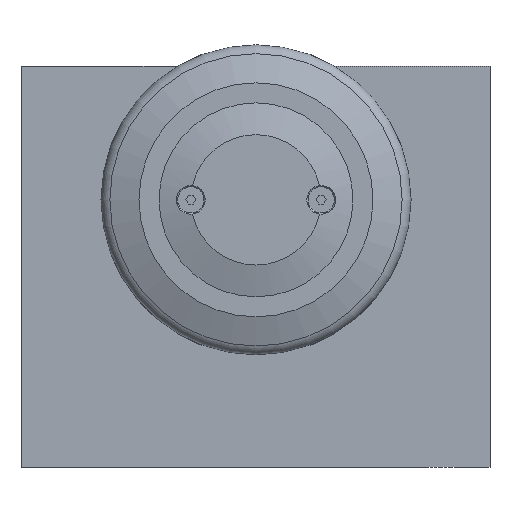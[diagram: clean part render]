
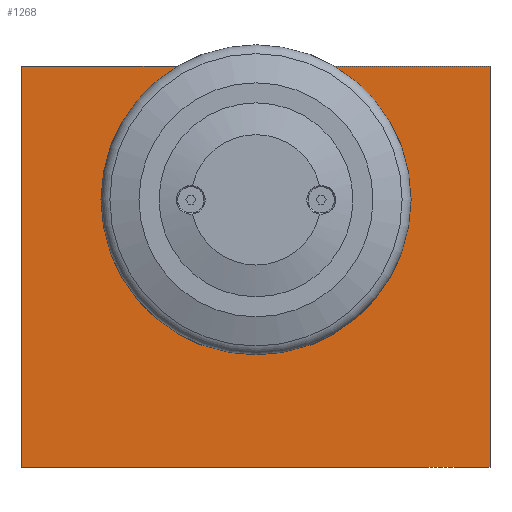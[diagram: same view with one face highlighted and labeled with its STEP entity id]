
A CAD part, front view. The second image highlights one B-rep face of the part: STEP entity #1268.
In plain terms, the highlighted planar face has unit normal (0, -1, 0).
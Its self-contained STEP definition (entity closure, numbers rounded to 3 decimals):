
#49=FACE_BOUND('',#246,.T.);
#107=CIRCLE('',#1384,29.);
#173=FACE_OUTER_BOUND('',#245,.T.);
#245=EDGE_LOOP('',(#1031,#1032,#1033,#1034));
#246=EDGE_LOOP('',(#1035));
#352=LINE('',#2136,#464);
#353=LINE('',#2138,#465);
#354=LINE('',#2140,#466);
#355=LINE('',#2141,#467);
#464=VECTOR('',#1691,10.);
#465=VECTOR('',#1692,10.);
#466=VECTOR('',#1693,10.);
#467=VECTOR('',#1694,10.);
#563=VERTEX_POINT('',#2053);
#590=VERTEX_POINT('',#2134);
#591=VERTEX_POINT('',#2135);
#592=VERTEX_POINT('',#2137);
#593=VERTEX_POINT('',#2139);
#713=EDGE_CURVE('',#563,#563,#107,.T.);
#752=EDGE_CURVE('',#590,#591,#352,.T.);
#753=EDGE_CURVE('',#592,#591,#353,.T.);
#754=EDGE_CURVE('',#593,#592,#354,.T.);
#755=EDGE_CURVE('',#593,#590,#355,.T.);
#1031=ORIENTED_EDGE('',*,*,#752,.T.);
#1032=ORIENTED_EDGE('',*,*,#753,.F.);
#1033=ORIENTED_EDGE('',*,*,#754,.F.);
#1034=ORIENTED_EDGE('',*,*,#755,.T.);
#1035=ORIENTED_EDGE('',*,*,#713,.T.);
#1210=PLANE('',#1400);
#1268=ADVANCED_FACE('',(#173,#49),#1210,.T.);
#1384=AXIS2_PLACEMENT_3D('',#2055,#1621,#1622);
#1400=AXIS2_PLACEMENT_3D('',#2133,#1689,#1690);
#1621=DIRECTION('center_axis',(0.,1.,0.));
#1622=DIRECTION('ref_axis',(-1.,0.,0.));
#1689=DIRECTION('center_axis',(0.,-1.,0.));
#1690=DIRECTION('ref_axis',(0.,0.,-1.));
#1691=DIRECTION('',(0.,0.,1.));
#1692=DIRECTION('',(1.,0.,0.));
#1693=DIRECTION('',(0.,0.,1.));
#1694=DIRECTION('',(1.,0.,0.));
#2053=CARTESIAN_POINT('',(99.,0.,80.));
#2055=CARTESIAN_POINT('Origin',(70.,0.,80.));
#2133=CARTESIAN_POINT('Origin',(0.,0.,0.));
#2134=CARTESIAN_POINT('',(140.,0.,0.));
#2135=CARTESIAN_POINT('',(140.,0.,120.));
#2136=CARTESIAN_POINT('',(140.,0.,0.));
#2137=CARTESIAN_POINT('',(0.,0.,120.));
#2138=CARTESIAN_POINT('',(0.,0.,120.));
#2139=CARTESIAN_POINT('',(0.,0.,0.));
#2140=CARTESIAN_POINT('',(0.,0.,0.));
#2141=CARTESIAN_POINT('',(0.,0.,0.));
